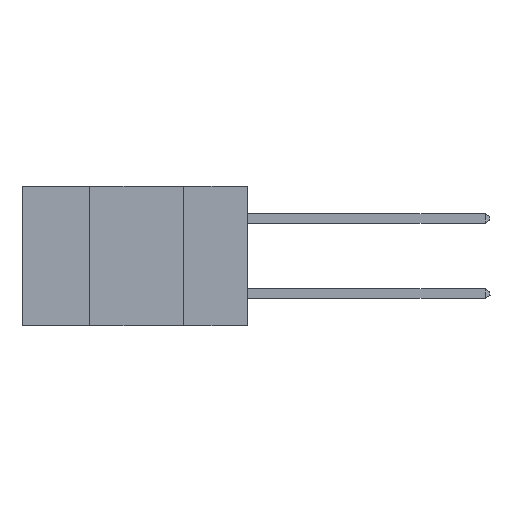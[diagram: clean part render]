
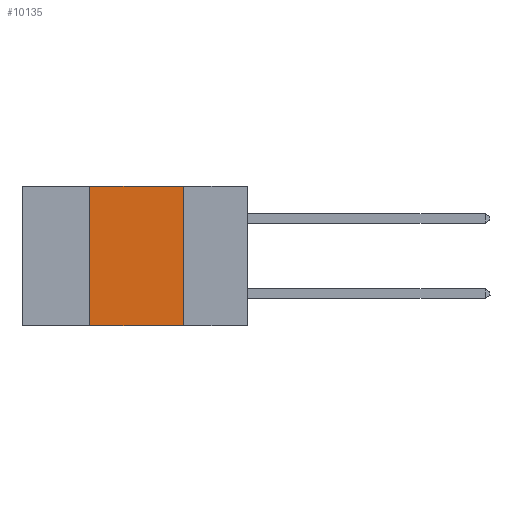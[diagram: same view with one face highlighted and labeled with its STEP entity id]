
A CAD part, left-side view. The second image highlights one B-rep face of the part: STEP entity #10135.
In plain terms, the highlighted planar face has unit normal (-1, 0, 0).
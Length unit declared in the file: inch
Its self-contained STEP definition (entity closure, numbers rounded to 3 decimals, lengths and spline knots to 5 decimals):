
#740 = VERTEX_POINT ( 'NONE', #3666 ) ;
#1058 = LINE ( 'NONE', #13992, #6886 ) ;
#1159 = LINE ( 'NONE', #2350, #13887 ) ;
#1345 = CARTESIAN_POINT ( 'NONE',  ( 0., 0.17, -0.37 ) ) ;
#1849 = ORIENTED_EDGE ( 'NONE', *, *, #12490, .F. ) ;
#2097 = VECTOR ( 'NONE', #5182, 39.37008 ) ;
#2350 = CARTESIAN_POINT ( 'NONE',  ( 0., 0.6, -0.37 ) ) ;
#2713 = PLANE ( 'NONE',  #2926 ) ;
#2926 = AXIS2_PLACEMENT_3D ( 'NONE', #15035, #11452, #5106 ) ;
#3666 = CARTESIAN_POINT ( 'NONE',  ( 0., 0.17, 0. ) ) ;
#3724 = CARTESIAN_POINT ( 'NONE',  ( 0., 0.42, -0.37 ) ) ;
#4230 = CARTESIAN_POINT ( 'NONE',  ( 0., 0.42, 0. ) ) ;
#4355 = EDGE_CURVE ( 'NONE', #5536, #7491, #10537, .T. ) ;
#4890 = DIRECTION ( 'NONE',  ( 0., -1., 0. ) ) ;
#4942 = CARTESIAN_POINT ( 'NONE',  ( 0., 0.6, 0. ) ) ;
#5106 = DIRECTION ( 'NONE',  ( 0., 0., -1. ) ) ;
#5182 = DIRECTION ( 'NONE',  ( 0., 0., 1. ) ) ;
#5360 = ORIENTED_EDGE ( 'NONE', *, *, #11572, .F. ) ;
#5536 = VERTEX_POINT ( 'NONE', #3724 ) ;
#6758 = DIRECTION ( 'NONE',  ( 0., 0., -1. ) ) ;
#6886 = VECTOR ( 'NONE', #6758, 39.37008 ) ;
#7491 = VERTEX_POINT ( 'NONE', #4230 ) ;
#8018 = LINE ( 'NONE', #4942, #12984 ) ;
#8281 = FACE_OUTER_BOUND ( 'NONE', #9429, .T. ) ;
#8387 = DIRECTION ( 'NONE',  ( 0., -1., 0. ) ) ;
#8482 = ORIENTED_EDGE ( 'NONE', *, *, #4355, .F. ) ;
#9024 = ORIENTED_EDGE ( 'NONE', *, *, #14888, .T. ) ;
#9429 = EDGE_LOOP ( 'NONE', ( #5360, #1849, #8482, #9024 ) ) ;
#9544 = VERTEX_POINT ( 'NONE', #1345 ) ;
#10046 = CARTESIAN_POINT ( 'NONE',  ( 0., 0.42, 0. ) ) ;
#10135 = ADVANCED_FACE ( 'NONE', ( #8281 ), #2713, .F. ) ;
#10537 = LINE ( 'NONE', #10046, #2097 ) ;
#11452 = DIRECTION ( 'NONE',  ( 1., 0., 0. ) ) ;
#11572 = EDGE_CURVE ( 'NONE', #740, #9544, #1058, .T. ) ;
#12490 = EDGE_CURVE ( 'NONE', #7491, #740, #8018, .T. ) ;
#12984 = VECTOR ( 'NONE', #4890, 39.37008 ) ;
#13887 = VECTOR ( 'NONE', #8387, 39.37008 ) ;
#13992 = CARTESIAN_POINT ( 'NONE',  ( 0., 0.17, 0. ) ) ;
#14888 = EDGE_CURVE ( 'NONE', #5536, #9544, #1159, .T. ) ;
#15035 = CARTESIAN_POINT ( 'NONE',  ( 0., 0.6, 0. ) ) ;
